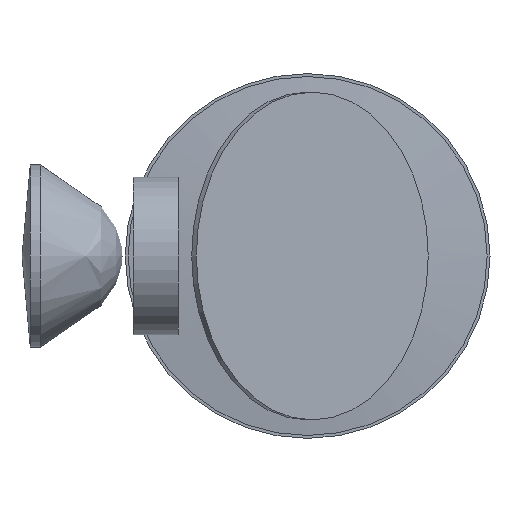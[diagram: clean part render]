
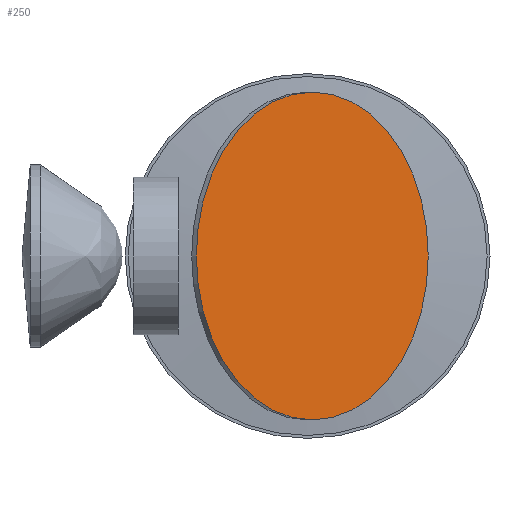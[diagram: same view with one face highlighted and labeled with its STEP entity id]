
A CAD part, left-side view. The second image highlights one B-rep face of the part: STEP entity #250.
In plain terms, the highlighted face is planar.
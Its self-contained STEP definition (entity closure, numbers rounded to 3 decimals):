
#250=ADVANCED_FACE('',(#287),#288,.F.);
#287=FACE_OUTER_BOUND('',#337,.T.);
#288=PLANE('',#338);
#337=EDGE_LOOP('',(#411));
#338=AXIS2_PLACEMENT_3D('',#412,#413,#414);
#411=ORIENTED_EDGE('',*,*,#528,.F.);
#412=CARTESIAN_POINT('',(0.0,0.0,-0.914));
#413=DIRECTION('',(0.0,0.0,1.0));
#414=DIRECTION('',(1.0,0.0,0.0));
#528=EDGE_CURVE('',#553,#553,#554,.T.);
#553=VERTEX_POINT('',#585);
#554=CIRCLE('',#586,22.838);
#585=CARTESIAN_POINT('',(0.,-22.838,-0.914));
#586=AXIS2_PLACEMENT_3D('',#625,#626,#627);
#625=CARTESIAN_POINT('',(0.0,0.0,-0.914));
#626=DIRECTION('',(0.0,-0.0,1.0));
#627=DIRECTION('',(0.0,1.0,0.0));
